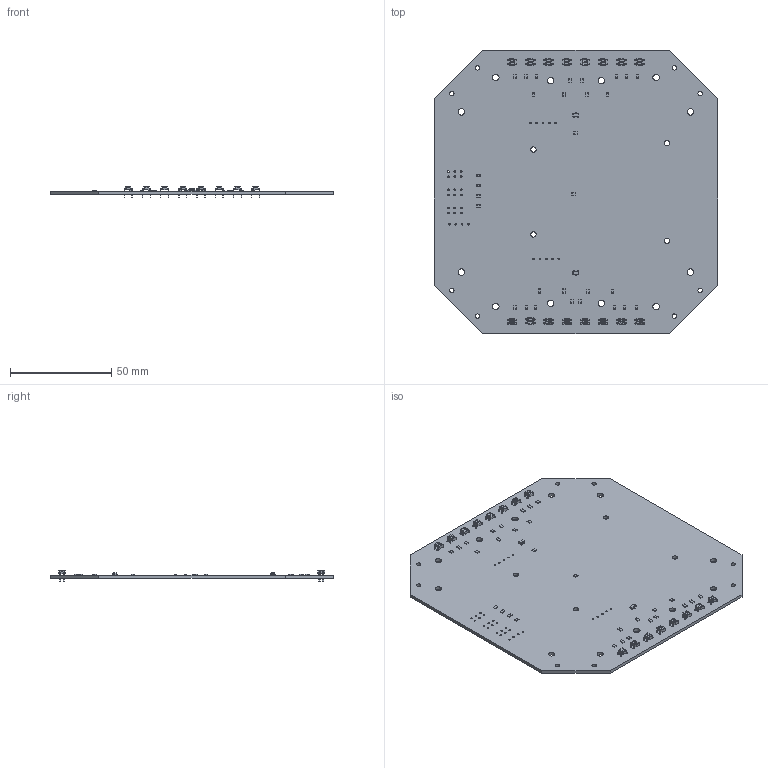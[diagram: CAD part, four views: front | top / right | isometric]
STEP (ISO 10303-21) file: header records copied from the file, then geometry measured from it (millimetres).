
FILE_DESCRIPTION(('KiCad electronic assembly'),'2;1');
FILE_NAME('agv-skladiscni-v5.step','2018-11-13T19:52:08',('An Author'),( 'A Company'),'Open CASCADE STEP processor 6.8', 'KiCad to STEP converter','Unknown');
FILE_SCHEMA(('AUTOMOTIVE_DESIGN_CC2 { 1 2 10303 214 -1 1 5 4 }'));
Length unit declared in the file: millimetre
Products named in the file (8): Open CASCADE STEP translator 6.8 1; Everlight_ITR8307F43; SOLID; R_0805_2012Metric; SOT-23; COMPOUND
Assembly tree (52 placements, depth 3):
  Open CASCADE STEP translator 6.8 1
    Everlight_ITR8307F43  x16
      SOLID
    R_0805_2012Metric  x30
      SOLID
    SOT-23  x2
      SOLID
    COMPOUND
Bounding box: 140 x 140 x 5 mm (x, y, z)
Volume: 29448.5 mm3; surface area: 39194.6 mm2
Topology: 49 solids, 49 shells, 2326 faces, 5712 edges, 3564 vertices
Faces by surface type: plane 1888, cylinder 384, bspline 54
Full cylindrical faces by diameter (mm): 0.7 x64, 0.8 x32, 2.2 x8, 2.7 x4, 3.2 x12
Entity records: 26077 total; most frequent: CARTESIAN_POINT 8231, DIRECTION 2957, LINE 1703, VECTOR 1703, ORIENTED_EDGE 1630, PCURVE 1630, DEFINITIONAL_REPRESENTATION 1630, EDGE_CURVE 815
